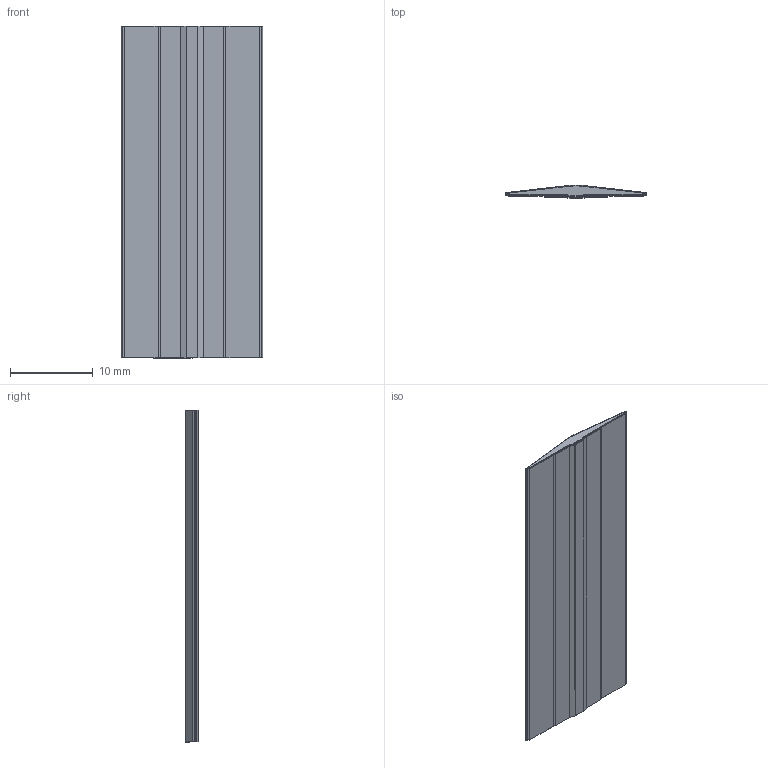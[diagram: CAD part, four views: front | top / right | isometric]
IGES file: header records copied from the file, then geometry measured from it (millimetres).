
Start section: SolidWorks IGES file using analytic representation for surfaces
Global section: file name: EY67n2Zxxxx.IGS; native system: SolidWorks 2011; preprocessor: SolidWorks 2011; author: ldavid; date: 110823.103627; units: millimetre
Bounding box: 17 x 1.59 x 40 mm (x, y, z)
Surface area: 5527.4 mm2 (no closed solid volume)
Topology: 0 solids, 0 shells, 68 faces, 394 edges, 394 vertices
Faces by surface type: bspline 56, revolution 12
